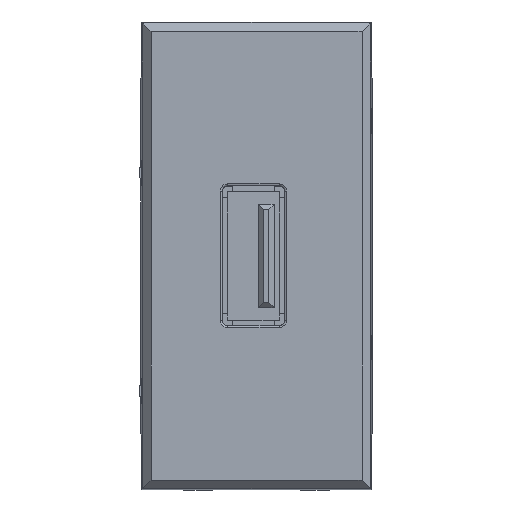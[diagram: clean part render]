
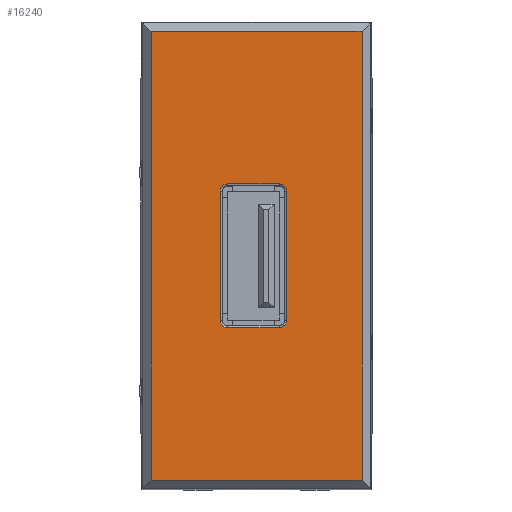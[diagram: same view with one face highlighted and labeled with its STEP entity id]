
A CAD part, top view. The second image highlights one B-rep face of the part: STEP entity #16240.
In plain terms, the highlighted planar face has unit normal (0, 0, 1).
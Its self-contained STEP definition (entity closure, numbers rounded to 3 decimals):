
#218 = VECTOR ( 'NONE', #20098, 1000. ) ;
#255 = ORIENTED_EDGE ( 'NONE', *, *, #2721, .T. ) ;
#915 = CARTESIAN_POINT ( 'NONE',  ( 2.9, 22.7, 6.6 ) ) ;
#1290 = ORIENTED_EDGE ( 'NONE', *, *, #3889, .T. ) ;
#1354 = VERTEX_POINT ( 'NONE', #16820 ) ;
#2249 = VERTEX_POINT ( 'NONE', #12315 ) ;
#2721 = EDGE_CURVE ( 'NONE', #17660, #17299, #7861, .T. ) ;
#2805 = CARTESIAN_POINT ( 'NONE',  ( 2.2, 6.25, 6.6 ) ) ;
#2929 = LINE ( 'NONE', #11203, #11634 ) ;
#3438 = VERTEX_POINT ( 'NONE', #4068 ) ;
#3540 = DIRECTION ( 'NONE',  ( 0., 0., -1. ) ) ;
#3550 = DIRECTION ( 'NONE',  ( 0., 1., 0. ) ) ;
#3600 = EDGE_CURVE ( 'NONE', #14795, #18791, #16227, .T. ) ;
#3889 = EDGE_CURVE ( 'NONE', #15802, #13537, #12902, .T. ) ;
#3943 = DIRECTION ( 'NONE',  ( 0., 1., 0. ) ) ;
#4068 = CARTESIAN_POINT ( 'NONE',  ( -2.8, -6.95, 6.6 ) ) ;
#4397 = CARTESIAN_POINT ( 'NONE',  ( -10.2, 21.7, 6.6 ) ) ;
#4525 = CARTESIAN_POINT ( 'NONE',  ( 18.8, 22.7, 6.6 ) ) ;
#4740 = VECTOR ( 'NONE', #3943, 1000. ) ;
#4906 = VECTOR ( 'NONE', #5330, 1000. ) ;
#5138 = FACE_BOUND ( 'NONE', #6192, .T. ) ;
#5162 = EDGE_CURVE ( 'NONE', #3438, #5942, #13610, .T. ) ;
#5330 = DIRECTION ( 'NONE',  ( 1., 0., 0. ) ) ;
#5482 = EDGE_CURVE ( 'NONE', #2249, #1354, #12564, .T. ) ;
#5687 = CIRCLE ( 'NONE', #19821, 0.7 ) ;
#5881 = CARTESIAN_POINT ( 'NONE',  ( 10.2, 21.7, 6.6 ) ) ;
#5942 = VERTEX_POINT ( 'NONE', #14238 ) ;
#5961 = EDGE_CURVE ( 'NONE', #1354, #8583, #5687, .T. ) ;
#6002 = CARTESIAN_POINT ( 'NONE',  ( 2.9, 6.25, 6.6 ) ) ;
#6045 = EDGE_CURVE ( 'NONE', #17299, #15802, #16628, .T. ) ;
#6181 = DIRECTION ( 'NONE',  ( 0., 1., 0. ) ) ;
#6192 = EDGE_LOOP ( 'NONE', ( #10066, #19205, #7381, #13938, #15185, #18423, #8269, #9797 ) ) ;
#6331 = AXIS2_PLACEMENT_3D ( 'NONE', #18362, #8421, #3550 ) ;
#6460 = PLANE ( 'NONE',  #8070 ) ;
#6879 = VECTOR ( 'NONE', #18766, 1000. ) ;
#6940 = EDGE_CURVE ( 'NONE', #20478, #2249, #14561, .T. ) ;
#7250 = DIRECTION ( 'NONE',  ( 1., 0., 0. ) ) ;
#7381 = ORIENTED_EDGE ( 'NONE', *, *, #5482, .T. ) ;
#7648 = ORIENTED_EDGE ( 'NONE', *, *, #6045, .T. ) ;
#7793 = EDGE_CURVE ( 'NONE', #8583, #14795, #15287, .T. ) ;
#7802 = LINE ( 'NONE', #18811, #4740 ) ;
#7861 = LINE ( 'NONE', #20179, #218 ) ;
#8070 = AXIS2_PLACEMENT_3D ( 'NONE', #4525, #8096, #6181 ) ;
#8096 = DIRECTION ( 'NONE',  ( 0., 0., -1. ) ) ;
#8269 = ORIENTED_EDGE ( 'NONE', *, *, #19362, .T. ) ;
#8421 = DIRECTION ( 'NONE',  ( 0., 0., -1. ) ) ;
#8583 = VERTEX_POINT ( 'NONE', #6002 ) ;
#8892 = DIRECTION ( 'NONE',  ( 0., 0., -1. ) ) ;
#9135 = CARTESIAN_POINT ( 'NONE',  ( 2.2, -6.25, 6.6 ) ) ;
#9319 = DIRECTION ( 'NONE',  ( 0., 1., 0. ) ) ;
#9464 = ORIENTED_EDGE ( 'NONE', *, *, #12308, .T. ) ;
#9797 = ORIENTED_EDGE ( 'NONE', *, *, #5162, .T. ) ;
#9915 = CARTESIAN_POINT ( 'NONE',  ( 10.2, 22.7, 6.6 ) ) ;
#10066 = ORIENTED_EDGE ( 'NONE', *, *, #20404, .T. ) ;
#10888 = CARTESIAN_POINT ( 'NONE',  ( 2.2, -6.95, 6.6 ) ) ;
#10988 = VECTOR ( 'NONE', #20500, 1000. ) ;
#11155 = VECTOR ( 'NONE', #11764, 1000. ) ;
#11203 = CARTESIAN_POINT ( 'NONE',  ( 18.8, -6.95, 6.6 ) ) ;
#11634 = VECTOR ( 'NONE', #14447, 1000. ) ;
#11664 = AXIS2_PLACEMENT_3D ( 'NONE', #16650, #3540, #15161 ) ;
#11764 = DIRECTION ( 'NONE',  ( 0., 1., 0. ) ) ;
#12308 = EDGE_CURVE ( 'NONE', #13537, #17660, #15302, .T. ) ;
#12315 = CARTESIAN_POINT ( 'NONE',  ( -2.8, 6.95, 6.6 ) ) ;
#12473 = CARTESIAN_POINT ( 'NONE',  ( 18.8, 21.7, 6.6 ) ) ;
#12564 = LINE ( 'NONE', #15103, #4906 ) ;
#12902 = LINE ( 'NONE', #9915, #11155 ) ;
#13163 = CARTESIAN_POINT ( 'NONE',  ( 10.2, -21.7, 6.6 ) ) ;
#13252 = AXIS2_PLACEMENT_3D ( 'NONE', #9135, #15532, #17156 ) ;
#13537 = VERTEX_POINT ( 'NONE', #5881 ) ;
#13610 = CIRCLE ( 'NONE', #11664, 0.7 ) ;
#13775 = EDGE_LOOP ( 'NONE', ( #255, #7648, #1290, #9464 ) ) ;
#13938 = ORIENTED_EDGE ( 'NONE', *, *, #5961, .T. ) ;
#14238 = CARTESIAN_POINT ( 'NONE',  ( -3.5, -6.25, 6.6 ) ) ;
#14447 = DIRECTION ( 'NONE',  ( -1., 0., 0. ) ) ;
#14561 = CIRCLE ( 'NONE', #6331, 0.7 ) ;
#14795 = VERTEX_POINT ( 'NONE', #18177 ) ;
#15049 = FACE_OUTER_BOUND ( 'NONE', #13775, .T. ) ;
#15103 = CARTESIAN_POINT ( 'NONE',  ( 18.8, 6.95, 6.6 ) ) ;
#15161 = DIRECTION ( 'NONE',  ( 0., 1., 0. ) ) ;
#15185 = ORIENTED_EDGE ( 'NONE', *, *, #7793, .T. ) ;
#15287 = LINE ( 'NONE', #915, #6879 ) ;
#15302 = LINE ( 'NONE', #12473, #10988 ) ;
#15532 = DIRECTION ( 'NONE',  ( 0., 0., -1. ) ) ;
#15802 = VERTEX_POINT ( 'NONE', #13163 ) ;
#16227 = CIRCLE ( 'NONE', #13252, 0.7 ) ;
#16240 = ADVANCED_FACE ( 'NONE', ( #15049, #5138 ), #6460, .F. ) ;
#16453 = CARTESIAN_POINT ( 'NONE',  ( -10.2, -21.7, 6.6 ) ) ;
#16628 = LINE ( 'NONE', #19094, #20419 ) ;
#16650 = CARTESIAN_POINT ( 'NONE',  ( -2.8, -6.25, 6.6 ) ) ;
#16820 = CARTESIAN_POINT ( 'NONE',  ( 2.2, 6.95, 6.6 ) ) ;
#17156 = DIRECTION ( 'NONE',  ( 0., 1., 0. ) ) ;
#17299 = VERTEX_POINT ( 'NONE', #16453 ) ;
#17660 = VERTEX_POINT ( 'NONE', #4397 ) ;
#18177 = CARTESIAN_POINT ( 'NONE',  ( 2.9, -6.25, 6.6 ) ) ;
#18362 = CARTESIAN_POINT ( 'NONE',  ( -2.8, 6.25, 6.6 ) ) ;
#18423 = ORIENTED_EDGE ( 'NONE', *, *, #3600, .T. ) ;
#18766 = DIRECTION ( 'NONE',  ( 0., -1., 0. ) ) ;
#18791 = VERTEX_POINT ( 'NONE', #10888 ) ;
#18811 = CARTESIAN_POINT ( 'NONE',  ( -3.5, 22.7, 6.6 ) ) ;
#18947 = CARTESIAN_POINT ( 'NONE',  ( -3.5, 6.25, 6.6 ) ) ;
#19094 = CARTESIAN_POINT ( 'NONE',  ( 18.8, -21.7, 6.6 ) ) ;
#19205 = ORIENTED_EDGE ( 'NONE', *, *, #6940, .T. ) ;
#19362 = EDGE_CURVE ( 'NONE', #18791, #3438, #2929, .T. ) ;
#19821 = AXIS2_PLACEMENT_3D ( 'NONE', #2805, #8892, #9319 ) ;
#20098 = DIRECTION ( 'NONE',  ( 0., -1., 0. ) ) ;
#20179 = CARTESIAN_POINT ( 'NONE',  ( -10.2, 22.7, 6.6 ) ) ;
#20404 = EDGE_CURVE ( 'NONE', #5942, #20478, #7802, .T. ) ;
#20419 = VECTOR ( 'NONE', #7250, 1000. ) ;
#20478 = VERTEX_POINT ( 'NONE', #18947 ) ;
#20500 = DIRECTION ( 'NONE',  ( -1., 0., 0. ) ) ;
